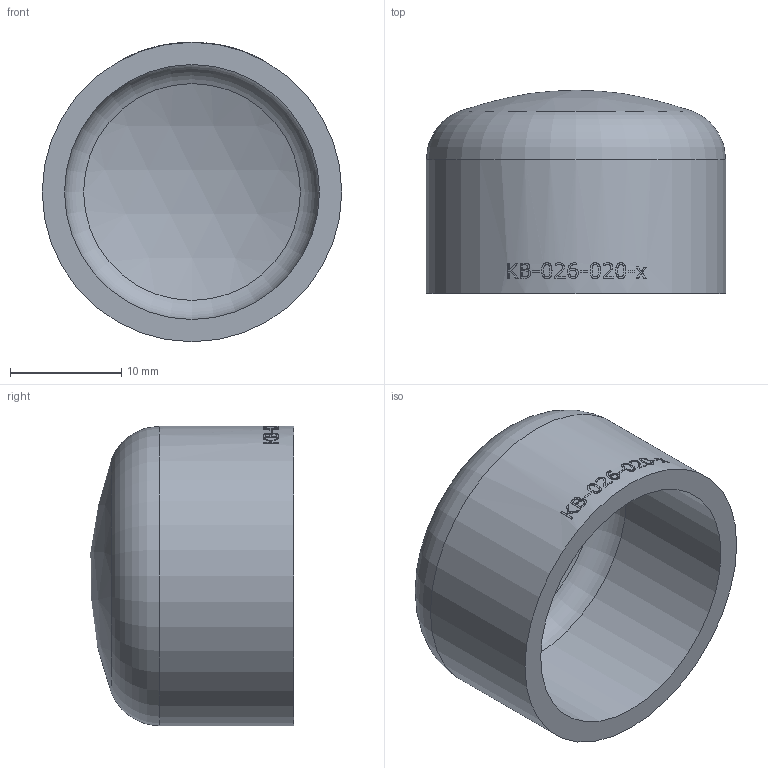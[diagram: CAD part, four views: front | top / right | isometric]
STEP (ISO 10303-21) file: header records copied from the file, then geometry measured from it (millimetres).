
FILE_DESCRIPTION (( 'STEP AP214' ), '1' );
FILE_NAME ('KB-026-020-x Klöpperboden 2001.STEP', '2020-01-20T08:05:53', ( '' ), ( '' ), 'SwSTEP 2.0', 'SolidWorks 2016', '' );
FILE_SCHEMA (( 'AUTOMOTIVE_DESIGN' ));
Length unit declared in the file: millimetre
Products named in the file (1): KB-026-020-x Klöpperboden 2001
Bounding box: 26.9 x 18.25 x 26.9 mm (x, y, z)
Volume: 3191.5 mm3; surface area: 3358.8 mm2
Topology: 1 solids, 1 shells, 171 faces, 448 edges, 298 vertices
Faces by surface type: bspline 99, plane 48, cylinder 20, torus 2, sphere 2
Full cylindrical faces by diameter (mm): 22.9 x1, 26.9 x1
Entity records: 14581 total; most frequent: CARTESIAN_POINT 9460, ORIENTED_EDGE 888, EDGE_CURVE 444, DIRECTION 337, B_SPLINE_CURVE_WITH_KNOTS 313, VERTEX_POINT 298, EDGE_LOOP 194, FACE_OUTER_BOUND 175
